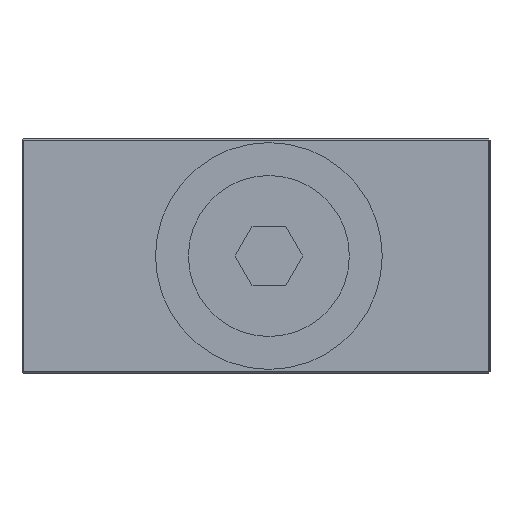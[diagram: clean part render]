
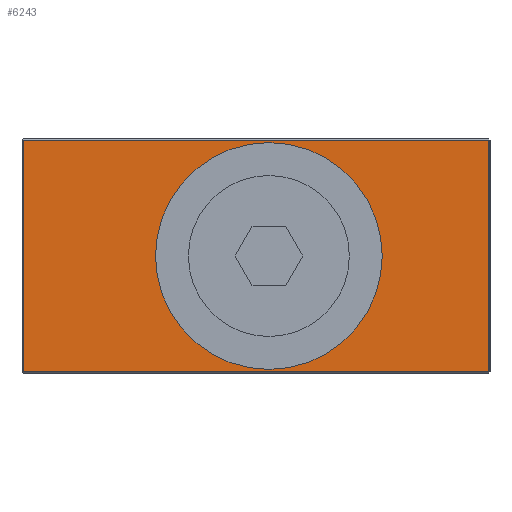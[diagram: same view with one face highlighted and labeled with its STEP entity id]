
A CAD part, left-side view. The second image highlights one B-rep face of the part: STEP entity #6243.
In plain terms, the highlighted planar face has unit normal (-1, 0, 0).
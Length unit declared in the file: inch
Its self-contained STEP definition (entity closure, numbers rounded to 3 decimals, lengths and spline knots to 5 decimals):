
#5726=CARTESIAN_POINT('',(-2.0,0.005,0.495));
#5727=VERTEX_POINT('',#5726);
#5764=CARTESIAN_POINT('',(-2.0,1.995,0.495));
#5765=VERTEX_POINT('',#5764);
#5796=CARTESIAN_POINT('',(-2.0,0.005,-0.495));
#5797=VERTEX_POINT('',#5796);
#5826=CARTESIAN_POINT('',(-2.0,0.005,0.495));
#5827=DIRECTION('',(0.0,0.0,-1.0));
#5828=VECTOR('',#5827,0.99);
#5829=LINE('',#5826,#5828);
#5830=EDGE_CURVE('',#5727,#5797,#5829,.T.);
#5840=CARTESIAN_POINT('',(-2.0,1.995,-0.495));
#5841=VERTEX_POINT('',#5840);
#5880=CARTESIAN_POINT('',(-2.0,1.995,-0.495));
#5881=DIRECTION('',(0.0,0.0,1.0));
#5882=VECTOR('',#5881,0.99);
#5883=LINE('',#5880,#5882);
#5884=EDGE_CURVE('',#5841,#5765,#5883,.T.);
#5927=CARTESIAN_POINT('',(-2.0,0.005,-0.495));
#5928=DIRECTION('',(0.0,1.0,0.0));
#5929=VECTOR('',#5928,1.99);
#5930=LINE('',#5927,#5929);
#5931=EDGE_CURVE('',#5797,#5841,#5930,.T.);
#5971=CARTESIAN_POINT('',(-2.0,1.995,0.495));
#5972=DIRECTION('',(0.0,-1.0,0.0));
#5973=VECTOR('',#5972,1.99);
#5974=LINE('',#5971,#5973);
#5975=EDGE_CURVE('',#5765,#5727,#5974,.T.);
#6221=CARTESIAN_POINT('',(-2.0,0.,0.0));
#6222=DIRECTION('',(-1.0,0.0,0.0));
#6223=DIRECTION('',(0.0,0.0,1.0));
#6224=AXIS2_PLACEMENT_3D('',#6221,#6222,#6223);
#6225=PLANE('',#6224);
#6226=ORIENTED_EDGE('',*,*,#5884,.F.);
#6227=ORIENTED_EDGE('',*,*,#5931,.F.);
#6228=ORIENTED_EDGE('',*,*,#5830,.F.);
#6229=ORIENTED_EDGE('',*,*,#5975,.F.);
#6230=EDGE_LOOP('',(#6226,#6227,#6228,#6229));
#6231=FACE_OUTER_BOUND('',#6230,.T.);
#6232=CARTESIAN_POINT('',(-2.0,0.945,0.4845));
#6233=VERTEX_POINT('',#6232);
#6234=CARTESIAN_POINT('',(-2.0,0.945,0.0));
#6235=DIRECTION('',(1.0,0.0,0.0));
#6236=DIRECTION('',(0.0,0.0,-1.0));
#6237=AXIS2_PLACEMENT_3D('',#6234,#6235,#6236);
#6238=CIRCLE('',#6237,0.4845);
#6239=EDGE_CURVE('',#6233,#6233,#6238,.T.);
#6240=ORIENTED_EDGE('',*,*,#6239,.T.);
#6241=EDGE_LOOP('',(#6240));
#6242=FACE_BOUND('',#6241,.T.);
#6243=ADVANCED_FACE('',(#6231,#6242),#6225,.T.);
